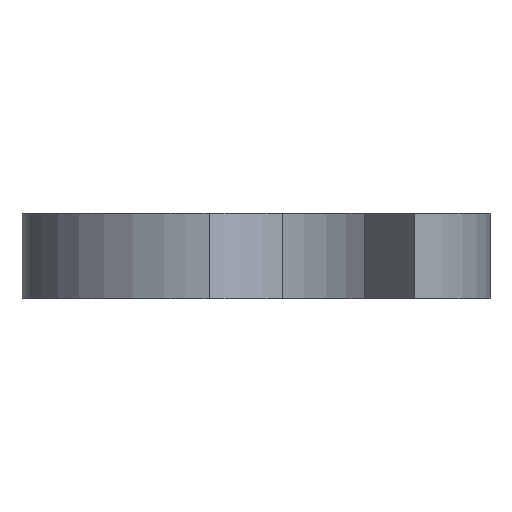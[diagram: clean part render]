
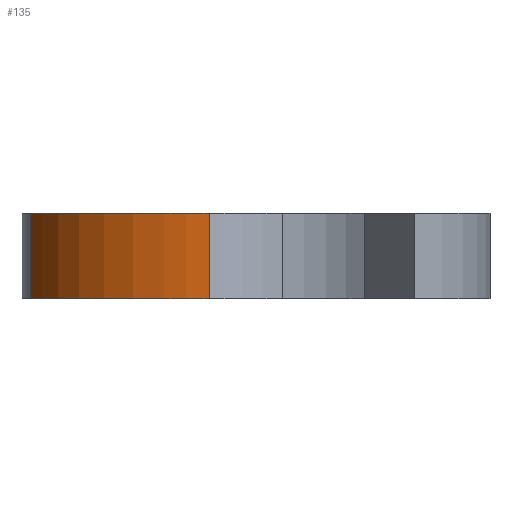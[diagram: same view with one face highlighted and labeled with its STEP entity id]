
A CAD part, left-side view. The second image highlights one B-rep face of the part: STEP entity #135.
In plain terms, the highlighted free-form (B-spline) face has degree [3, 1] with [4, 2] control points.
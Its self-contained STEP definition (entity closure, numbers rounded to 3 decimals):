
#80 = CARTESIAN_POINT ( 'NONE',  ( -108.04, 34.196, 5. ) ) ;
#135 = ADVANCED_FACE ( 'NONE', ( #1325 ), #1310, .T. ) ;
#174 = CARTESIAN_POINT ( 'NONE',  ( -123.519, 23.666, 5. ) ) ;
#218 = DIRECTION ( 'NONE',  ( 0., 0., 1. ) ) ;
#230 = VECTOR ( 'NONE', #218, 1000. ) ;
#288 = CARTESIAN_POINT ( 'NONE',  ( -123.519, 23.666, -5. ) ) ;
#365 = ORIENTED_EDGE ( 'NONE', *, *, #2164, .F. ) ;
#409 = CARTESIAN_POINT ( 'NONE',  ( -124.95, 13.341, 5. ) ) ;
#412 = ORIENTED_EDGE ( 'NONE', *, *, #2039, .T. ) ;
#526 = EDGE_CURVE ( 'NONE', #923, #2345, #1003, .T. ) ;
#610 = LINE ( 'NONE', #1515, #230 ) ;
#747 = CARTESIAN_POINT ( 'NONE',  ( -124.95, 13.341, -5. ) ) ;
#769 = DIRECTION ( 'NONE',  ( 0., 0., 1. ) ) ;
#798 =( BOUNDED_CURVE ( )  B_SPLINE_CURVE ( 3, ( #1560, #2105, #1755, #1740 ),
 .UNSPECIFIED., .F., .T. ) 
 B_SPLINE_CURVE_WITH_KNOTS ( ( 4, 4 ),
 ( 3.142, 4.241 ),
 .UNSPECIFIED. ) 
 CURVE ( )  GEOMETRIC_REPRESENTATION_ITEM ( )  RATIONAL_B_SPLINE_CURVE ( ( 1., 0.902, 0.902, 1. ) ) 
 REPRESENTATION_ITEM ( '' )  );
#805 = CARTESIAN_POINT ( 'NONE',  ( -108.04, 34.196, -5. ) ) ;
#850 = CARTESIAN_POINT ( 'NONE',  ( -108.04, 34.196, -5. ) ) ;
#886 = CARTESIAN_POINT ( 'NONE',  ( -124.95, 13.341, -5. ) ) ;
#923 = VERTEX_POINT ( 'NONE', #850 ) ;
#941 = CARTESIAN_POINT ( 'NONE',  ( -124.95, 13.341, 5. ) ) ;
#950 = CARTESIAN_POINT ( 'NONE',  ( -108.04, 34.196, -5. ) ) ;
#953 = ORIENTED_EDGE ( 'NONE', *, *, #526, .F. ) ;
#965 = CARTESIAN_POINT ( 'NONE',  ( -117.269, 31.374, 5. ) ) ;
#974 = EDGE_LOOP ( 'NONE', ( #953, #2315, #412, #365 ) ) ;
#1003 = LINE ( 'NONE', #950, #2314 ) ;
#1045 = CARTESIAN_POINT ( 'NONE',  ( -117.269, 31.374, 5. ) ) ;
#1185 = CARTESIAN_POINT ( 'NONE',  ( -117.269, 31.374, -5. ) ) ;
#1305 = VERTEX_POINT ( 'NONE', #409 ) ;
#1310 =( BOUNDED_SURFACE ( )  B_SPLINE_SURFACE ( 3, 1, ( 
 ( #805, #80 ),
 ( #1185, #1045 ),
 ( #288, #174 ),
 ( #886, #1446 ) ),
 .UNSPECIFIED., .F., .F., .F. ) 
 B_SPLINE_SURFACE_WITH_KNOTS ( ( 4, 4 ),
 ( 2, 2 ),
 ( 0., 1. ),
 ( 0., 1. ),
 .UNSPECIFIED. ) 
 GEOMETRIC_REPRESENTATION_ITEM ( )  RATIONAL_B_SPLINE_SURFACE ( (
 ( 1., 1.),
 ( 0.902, 0.902),
 ( 0.902, 0.902),
 ( 1., 1.) ) ) 
 REPRESENTATION_ITEM ( '' )  SURFACE ( )  );
#1325 = FACE_OUTER_BOUND ( 'NONE', #974, .T. ) ;
#1446 = CARTESIAN_POINT ( 'NONE',  ( -124.95, 13.341, 5. ) ) ;
#1515 = CARTESIAN_POINT ( 'NONE',  ( -124.95, 13.341, -5. ) ) ;
#1524 = EDGE_CURVE ( 'NONE', #923, #2218, #798, .T. ) ;
#1560 = CARTESIAN_POINT ( 'NONE',  ( -108.04, 34.196, -5. ) ) ;
#1740 = CARTESIAN_POINT ( 'NONE',  ( -124.95, 13.341, -5. ) ) ;
#1755 = CARTESIAN_POINT ( 'NONE',  ( -123.519, 23.666, -5. ) ) ;
#1862 = CARTESIAN_POINT ( 'NONE',  ( -123.519, 23.666, 5. ) ) ;
#2039 = EDGE_CURVE ( 'NONE', #2218, #1305, #610, .T. ) ;
#2072 = CARTESIAN_POINT ( 'NONE',  ( -108.04, 34.196, 5. ) ) ;
#2105 = CARTESIAN_POINT ( 'NONE',  ( -117.269, 31.374, -5. ) ) ;
#2131 = CARTESIAN_POINT ( 'NONE',  ( -108.04, 34.196, 5. ) ) ;
#2164 = EDGE_CURVE ( 'NONE', #2345, #1305, #2269, .T. ) ;
#2218 = VERTEX_POINT ( 'NONE', #747 ) ;
#2269 =( BOUNDED_CURVE ( )  B_SPLINE_CURVE ( 3, ( #2072, #965, #1862, #941 ),
 .UNSPECIFIED., .F., .F. ) 
 B_SPLINE_CURVE_WITH_KNOTS ( ( 4, 4 ),
 ( 3.142, 4.241 ),
 .UNSPECIFIED. ) 
 CURVE ( )  GEOMETRIC_REPRESENTATION_ITEM ( )  RATIONAL_B_SPLINE_CURVE ( ( 1., 0.902, 0.902, 1. ) ) 
 REPRESENTATION_ITEM ( '' )  );
#2314 = VECTOR ( 'NONE', #769, 1000. ) ;
#2315 = ORIENTED_EDGE ( 'NONE', *, *, #1524, .T. ) ;
#2345 = VERTEX_POINT ( 'NONE', #2131 ) ;
